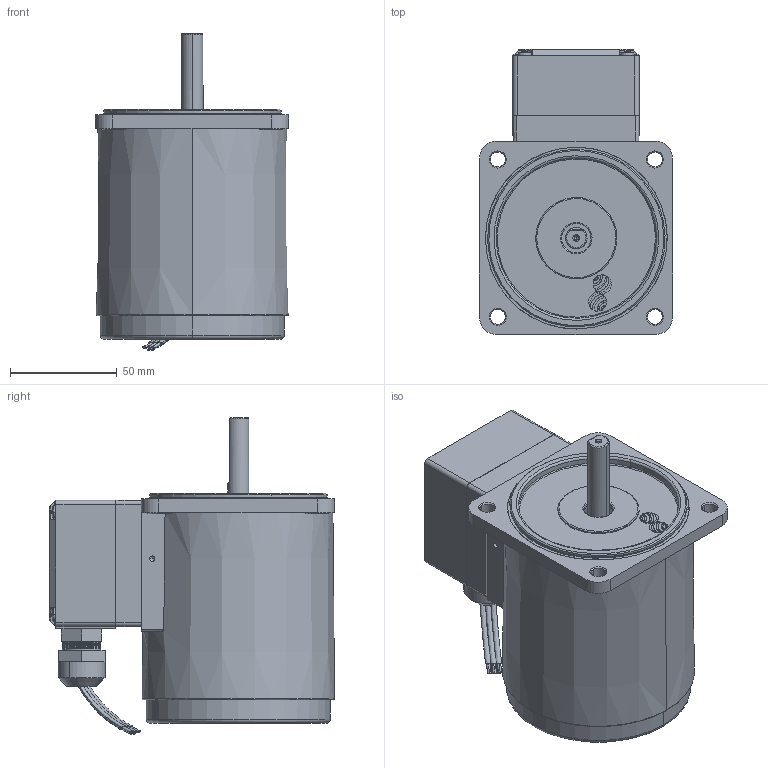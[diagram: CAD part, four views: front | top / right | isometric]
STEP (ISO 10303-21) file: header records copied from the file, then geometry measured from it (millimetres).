
FILE_DESCRIPTION (( 'STEP AP203' ), '1' );
FILE_NAME ('5TK20CA-¡¼P(5CB40¡¼3000Z0).STEP', '2018-04-23T00:53:15', ( '' ), ( '' ), 'SwSTEP 2.0', 'SolidWorks 2010', '' );
FILE_SCHEMA (( 'CONFIG_CONTROL_DESIGN' ));
Length unit declared in the file: millimetre
Products named in the file (11): Ts下墊片; Ts上蓋; Ts下蓋; 5TK20CA-〖P(5CB40〖3000Z0); 上蓋 C583-30; M540Ts; 成品180度; 出線頭 Ver.2; 圓頭十字螺絲 M3 x 40 --40N_JIS B 1111 Binding head screw M3 x 40 --40N; 40A; 出口線-5條TK-C
Assembly tree (13 placements, depth 3):
  5TK20CA-〖P(5CB40〖3000Z0)
    成品180度
      圓頭十字螺絲 M3 x 40 --40N_JIS B 1111 Binding head screw M3 x 40 --40N  x4
      Ts上蓋
      Ts下蓋
      Ts下墊片
      出線頭 Ver.2
    M540Ts
    上蓋 C583-30
    40A
    出口線-5條TK-C
Bounding box: 90.3 x 133.3 x 148.22 mm (x, y, z)
Volume: 341889.7 mm3; surface area: 129361.8 mm2
Topology: 14 solids, 15 shells, 2581 faces, 6720 edges, 4212 vertices
Faces by surface type: cone 1350, cylinder 936, plane 226, torus 41, bspline 20, sphere 8
Entity records: 34703 total; most frequent: CARTESIAN_POINT 6498, DIRECTION 6323, ORIENTED_EDGE 5400, EDGE_CURVE 2700, AXIS2_PLACEMENT_3D 2625, VERTEX_POINT 1707, CIRCLE 1559, EDGE_LOOP 1161
